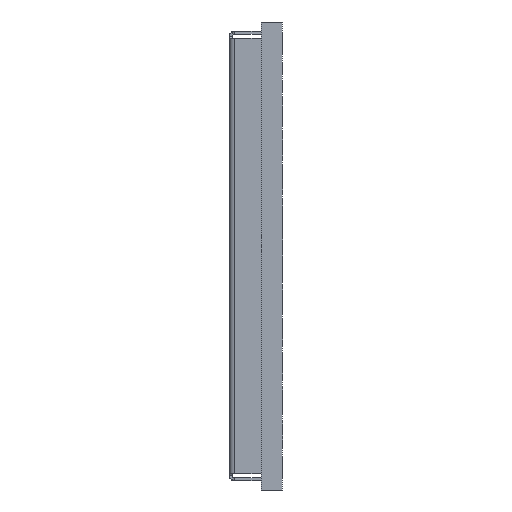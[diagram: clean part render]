
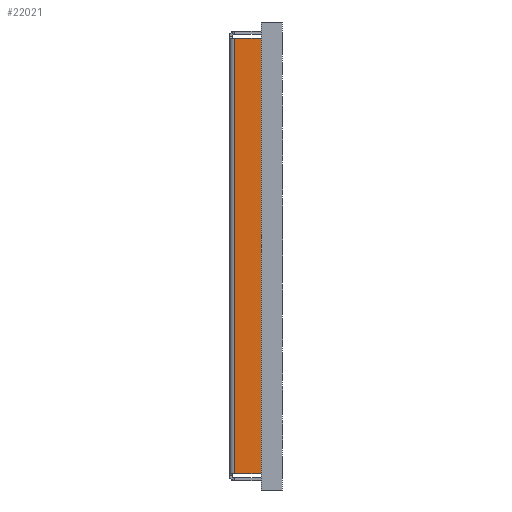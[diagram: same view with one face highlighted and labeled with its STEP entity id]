
A CAD part, left-side view. The second image highlights one B-rep face of the part: STEP entity #22021.
In plain terms, the highlighted planar face has unit normal (-1, 0, 0).
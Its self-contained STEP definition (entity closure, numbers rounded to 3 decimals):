
#1649=DIRECTION('',(0.,0.,1.));
#1650=VECTOR('',#1649,20.45);
#1651=CARTESIAN_POINT('',(-11.075,1.,-10.225));
#1652=LINE('',#1651,#1650);
#2148=DIRECTION('',(0.,0.,-1.));
#2149=VECTOR('',#2148,20.45);
#2150=CARTESIAN_POINT('',(-11.075,2.25,10.225));
#2151=LINE('',#2150,#2149);
#2707=DIRECTION('',(0.,-1.,0.));
#2708=VECTOR('',#2707,1.25);
#2709=CARTESIAN_POINT('',(-11.075,2.25,-10.225));
#2710=LINE('',#2709,#2708);
#2711=DIRECTION('',(0.,1.,0.));
#2712=VECTOR('',#2711,1.25);
#2713=CARTESIAN_POINT('',(-11.075,1.,10.225));
#2714=LINE('',#2713,#2712);
#14645=CARTESIAN_POINT('',(-11.075,2.25,-10.225));
#14646=VERTEX_POINT('',#14645);
#14683=CARTESIAN_POINT('',(-11.075,2.25,10.225));
#14684=VERTEX_POINT('',#14683);
#17738=CARTESIAN_POINT('',(-11.075,1.,10.225));
#17740=VERTEX_POINT('',#17738);
#17743=CARTESIAN_POINT('',(-11.075,1.,-10.225));
#17744=VERTEX_POINT('',#17743);
#22010=CARTESIAN_POINT('',(-11.075,1.625,0.));
#22011=DIRECTION('',(1.,0.,0.));
#22012=DIRECTION('',(0.,0.,1.));
#22013=AXIS2_PLACEMENT_3D('',#22010,#22011,#22012);
#22014=PLANE('',#22013);
#22015=ORIENTED_EDGE('',*,*,#20950,.F.);
#22016=ORIENTED_EDGE('',*,*,#21407,.F.);
#22017=ORIENTED_EDGE('',*,*,#21428,.F.);
#22018=ORIENTED_EDGE('',*,*,#21991,.F.);
#22019=EDGE_LOOP('',(#22015,#22016,#22017,#22018));
#22020=FACE_OUTER_BOUND('',#22019,.F.);
#22021=ADVANCED_FACE('',(#22020),#22014,.F.);
#20950=EDGE_CURVE('',#17744,#17740,#1652,.T.);
#21407=EDGE_CURVE('',#14646,#17744,#2710,.T.);
#21428=EDGE_CURVE('',#14684,#14646,#2151,.T.);
#21991=EDGE_CURVE('',#17740,#14684,#2714,.T.);
